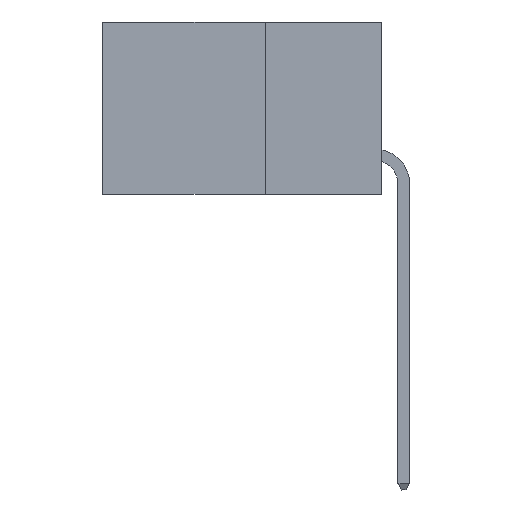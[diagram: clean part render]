
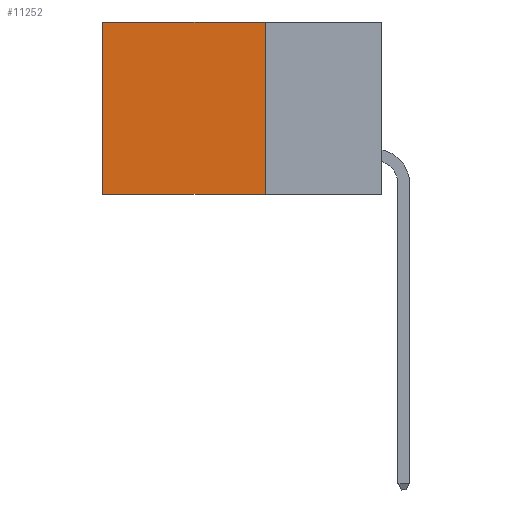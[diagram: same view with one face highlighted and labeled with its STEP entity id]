
A CAD part, left-side view. The second image highlights one B-rep face of the part: STEP entity #11252.
In plain terms, the highlighted planar face has unit normal (-1, 0, 0).
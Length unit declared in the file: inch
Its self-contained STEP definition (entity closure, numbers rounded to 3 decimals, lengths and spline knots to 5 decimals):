
#593 = ORIENTED_EDGE ( 'NONE', *, *, #16721, .T. ) ;
#1623 = CARTESIAN_POINT ( 'NONE',  ( 0.2875, 0.25, 0. ) ) ;
#2872 = DIRECTION ( 'NONE',  ( 0., 0., -1. ) ) ;
#3979 = CARTESIAN_POINT ( 'NONE',  ( 0.2875, 0.25, -0.37 ) ) ;
#4994 = PLANE ( 'NONE',  #15452 ) ;
#5596 = FACE_OUTER_BOUND ( 'NONE', #17946, .T. ) ;
#5769 = ORIENTED_EDGE ( 'NONE', *, *, #12160, .F. ) ;
#7161 = CARTESIAN_POINT ( 'NONE',  ( 0.2875, 0.6, 0. ) ) ;
#7620 = DIRECTION ( 'NONE',  ( 0., 1., 0. ) ) ;
#8276 = CARTESIAN_POINT ( 'NONE',  ( 0.2875, 0.6, 0. ) ) ;
#8824 = LINE ( 'NONE', #17507, #18605 ) ;
#9089 = DIRECTION ( 'NONE',  ( 0., 0., -1. ) ) ;
#11252 = ADVANCED_FACE ( 'NONE', ( #5596 ), #4994, .F. ) ;
#11783 = CARTESIAN_POINT ( 'NONE',  ( 0.2875, 0.6, -0.37 ) ) ;
#12160 = EDGE_CURVE ( 'NONE', #16850, #12526, #20645, .T. ) ;
#12526 = VERTEX_POINT ( 'NONE', #3979 ) ;
#13739 = EDGE_CURVE ( 'NONE', #12526, #19695, #8824, .T. ) ;
#14853 = CARTESIAN_POINT ( 'NONE',  ( 0.2875, 0.25, 0. ) ) ;
#15452 = AXIS2_PLACEMENT_3D ( 'NONE', #18813, #20771, #9089 ) ;
#15519 = CARTESIAN_POINT ( 'NONE',  ( 0.2875, 0.25, 0. ) ) ;
#16721 = EDGE_CURVE ( 'NONE', #19860, #19695, #23304, .T. ) ;
#16850 = VERTEX_POINT ( 'NONE', #1623 ) ;
#16985 = DIRECTION ( 'NONE',  ( 0., 0., -1. ) ) ;
#17507 = CARTESIAN_POINT ( 'NONE',  ( 0.2875, 0.25, -0.37 ) ) ;
#17946 = EDGE_LOOP ( 'NONE', ( #593, #23011, #5769, #20168 ) ) ;
#18605 = VECTOR ( 'NONE', #19459, 39.37008 ) ;
#18813 = CARTESIAN_POINT ( 'NONE',  ( 0.2875, 0.25, 0. ) ) ;
#19459 = DIRECTION ( 'NONE',  ( 0., 1., 0. ) ) ;
#19695 = VERTEX_POINT ( 'NONE', #11783 ) ;
#19860 = VERTEX_POINT ( 'NONE', #8276 ) ;
#20168 = ORIENTED_EDGE ( 'NONE', *, *, #22079, .T. ) ;
#20645 = LINE ( 'NONE', #14853, #25146 ) ;
#20771 = DIRECTION ( 'NONE',  ( 1., 0., 0. ) ) ;
#21023 = VECTOR ( 'NONE', #7620, 39.37008 ) ;
#22079 = EDGE_CURVE ( 'NONE', #16850, #19860, #22237, .T. ) ;
#22237 = LINE ( 'NONE', #15519, #21023 ) ;
#22712 = VECTOR ( 'NONE', #16985, 39.37008 ) ;
#23011 = ORIENTED_EDGE ( 'NONE', *, *, #13739, .F. ) ;
#23304 = LINE ( 'NONE', #7161, #22712 ) ;
#25146 = VECTOR ( 'NONE', #2872, 39.37008 ) ;
